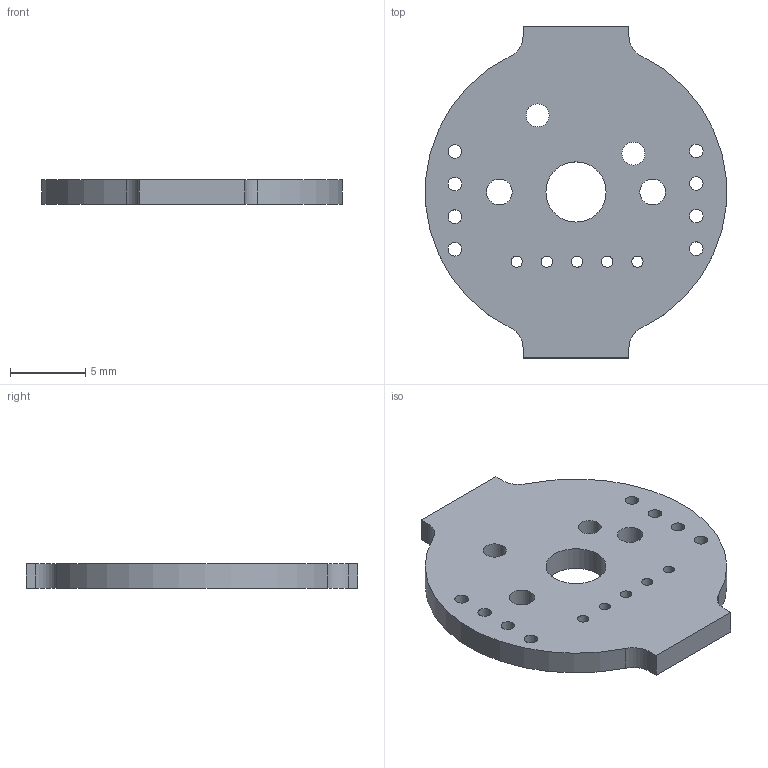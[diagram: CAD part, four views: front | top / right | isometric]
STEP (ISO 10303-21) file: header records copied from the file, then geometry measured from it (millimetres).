
FILE_DESCRIPTION(('KiCad electronic assembly'),'2;1');
FILE_NAME('ckc-mx.step','2023-06-19T17:16:10',('Pcbnew'),('Kicad'), 'Open CASCADE STEP processor 7.6','KiCad to STEP converter','Unknown' );
FILE_SCHEMA(('AUTOMOTIVE_DESIGN { 1 0 10303 214 1 1 1 1 }'));
Length unit declared in the file: millimetre
Products named in the file (2): ckc-mx 1; ckc-mx PCB
Assembly tree (1 placements, depth 2):
  ckc-mx 1
    ckc-mx PCB
Bounding box: 19.93 x 22 x 1.6 mm (x, y, z)
Volume: 486.1 mm3; surface area: 824.1 mm2
Topology: 1 solids, 1 shells, 32 faces, 90 edges, 60 vertices
Faces by surface type: cylinder 24, plane 8
Full cylindrical faces by diameter (mm): 0.75 x5, 0.9 x8, 1.524 x2, 1.702 x2, 3.988 x1
Entity records: 2351 total; most frequent: DIRECTION 386, CARTESIAN_POINT 364, ORIENTED_EDGE 180, PCURVE 180, DEFINITIONAL_REPRESENTATION 180, LINE 174, VECTOR 174, CIRCLE 96
